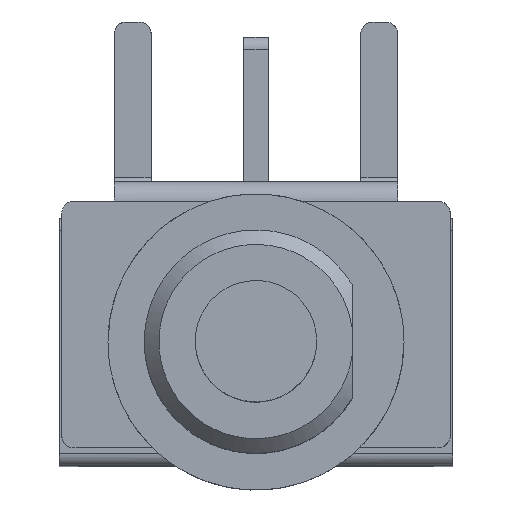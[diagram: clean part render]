
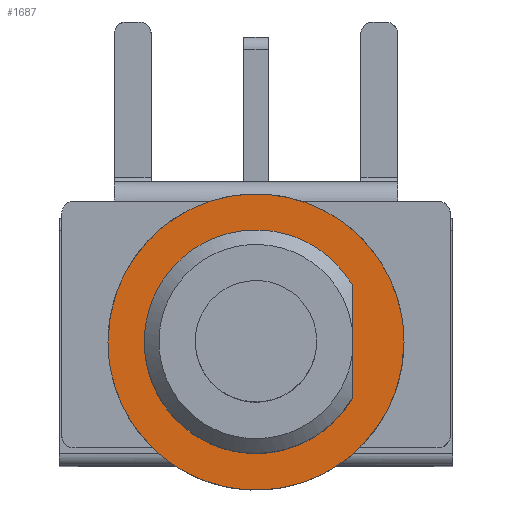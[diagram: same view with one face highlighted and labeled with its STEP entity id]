
A CAD part, top view. The second image highlights one B-rep face of the part: STEP entity #1687.
In plain terms, the highlighted planar face has unit normal (0, 0, 1).
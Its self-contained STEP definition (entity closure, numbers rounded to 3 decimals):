
#20 = CARTESIAN_POINT ( 'NONE',  ( -2.099, -0.973, 8.81 ) ) ;
#135 = CARTESIAN_POINT ( 'NONE',  ( -1.536, 2.665, 8.81 ) ) ;
#234 = VERTEX_POINT ( 'NONE', #4740 ) ;
#339 = CARTESIAN_POINT ( 'NONE',  ( 1.874, 2.439, 8.81 ) ) ;
#515 = EDGE_CURVE ( 'NONE', #234, #6220, #4367, .T. ) ;
#563 = CARTESIAN_POINT ( 'NONE',  ( 1.095, -2.038, 8.81 ) ) ;
#692 = B_SPLINE_CURVE_WITH_KNOTS ( 'NONE', 3,
 ( #4080, #5867, #2266, #6506, #6095, #4828, #2447, #6020, #4724, #5425, #1237, #4123, #4797, #7164, #1751, #5461, #6545, #5384, #2378, #20, #7128, #7198, #3555, #1165, #4159, #6582, #1783, #5983, #2965, #563, #1819, #7787, #3631, #4196 ),
 .UNSPECIFIED., .F., .F.,
 ( 4, 2, 2, 2, 2, 2, 2, 2, 2, 2, 2, 2, 2, 2, 2, 2, 4 ),
 ( 0., 0.063, 0.125, 0.188, 0.25, 0.313, 0.375, 0.438, 0.5, 0.563, 0.625, 0.688, 0.75, 0.813, 0.875, 0.938, 1. ),
 .UNSPECIFIED. ) ;
#832 = ORIENTED_EDGE ( 'NONE', *, *, #1905, .F. ) ;
#866 = PLANE ( 'NONE',  #2368 ) ;
#1094 = CARTESIAN_POINT ( 'NONE',  ( 0.798, 2.971, 8.81 ) ) ;
#1165 = CARTESIAN_POINT ( 'NONE',  ( -1.078, -2.047, 8.81 ) ) ;
#1237 = CARTESIAN_POINT ( 'NONE',  ( -1.078, 2.047, 8.81 ) ) ;
#1320 = CARTESIAN_POINT ( 'NONE',  ( -2.439, 1.874, 8.81 ) ) ;
#1480 = CARTESIAN_POINT ( 'NONE',  ( -3.05, 0., 8.81 ) ) ;
#1500 = EDGE_CURVE ( 'NONE', #2311, #4342, #692, .T. ) ;
#1608 = CARTESIAN_POINT ( 'NONE',  ( 2.665, -1.536, 8.81 ) ) ;
#1687 = ADVANCED_FACE ( 'NONE', ( #5565, #2479 ), #866, .F. ) ;
#1738 = B_SPLINE_CURVE_WITH_KNOTS ( 'NONE', 3,
 ( #6348, #4053, #4695, #1608, #7022, #5837, #2818, #5115, #4011, #7561, #5156, #6436, #5198, #2151, #6475, #5754, #3281, #7520 ),
 .UNSPECIFIED., .F., .F.,
 ( 4, 2, 2, 2, 2, 2, 2, 2, 4 ),
 ( 0., 0.062, 0.125, 0.187, 0.25, 0.313, 0.375, 0.438, 0.5 ),
 .UNSPECIFIED. ) ;
#1751 = CARTESIAN_POINT ( 'NONE',  ( -2.099, 0.973, 8.81 ) ) ;
#1783 = CARTESIAN_POINT ( 'NONE',  ( -0.114, -2.311, 8.81 ) ) ;
#1819 = CARTESIAN_POINT ( 'NONE',  ( 1.312, -1.906, 8.81 ) ) ;
#1905 = EDGE_CURVE ( 'NONE', #4342, #2311, #2257, .T. ) ;
#2144 = ORIENTED_EDGE ( 'NONE', *, *, #515, .F. ) ;
#2151 = CARTESIAN_POINT ( 'NONE',  ( -2.439, -1.874, 8.81 ) ) ;
#2257 = B_SPLINE_CURVE_WITH_KNOTS ( 'NONE', 3,
 ( #6012, #6050, #7191, #2294 ),
 .UNSPECIFIED., .F., .F.,
 ( 4, 4 ),
 ( 0., 1. ),
 .UNSPECIFIED. ) ;
#2266 = CARTESIAN_POINT ( 'NONE',  ( 1.69, 1.58, 8.81 ) ) ;
#2294 = CARTESIAN_POINT ( 'NONE',  ( 1.98, 1.17, 8.81 ) ) ;
#2311 = VERTEX_POINT ( 'NONE', #5373 ) ;
#2368 = AXIS2_PLACEMENT_3D ( 'NONE', #5055, #6876, #3708 ) ;
#2378 = CARTESIAN_POINT ( 'NONE',  ( -2.259, -0.5, 8.81 ) ) ;
#2447 = CARTESIAN_POINT ( 'NONE',  ( 0.385, 2.281, 8.81 ) ) ;
#2479 = FACE_BOUND ( 'NONE', #3654, .T. ) ;
#2532 = CARTESIAN_POINT ( 'NONE',  ( -0.798, 2.971, 8.81 ) ) ;
#2730 = CARTESIAN_POINT ( 'NONE',  ( 2.665, 1.536, 8.81 ) ) ;
#2818 = CARTESIAN_POINT ( 'NONE',  ( 1.536, -2.665, 8.81 ) ) ;
#2965 = CARTESIAN_POINT ( 'NONE',  ( 0.632, -2.225, 8.81 ) ) ;
#3281 = CARTESIAN_POINT ( 'NONE',  ( -3.05, -0.399, 8.81 ) ) ;
#3404 = CARTESIAN_POINT ( 'NONE',  ( 1.536, 2.665, 8.81 ) ) ;
#3555 = CARTESIAN_POINT ( 'NONE',  ( -1.492, -1.768, 8.81 ) ) ;
#3563 = ORIENTED_EDGE ( 'NONE', *, *, #1500, .F. ) ;
#3631 = CARTESIAN_POINT ( 'NONE',  ( 1.853, -1.385, 8.81 ) ) ;
#3654 = EDGE_LOOP ( 'NONE', ( #3563, #832 ) ) ;
#3708 = DIRECTION ( 'NONE',  ( 0., -1., 0. ) ) ;
#3721 = CARTESIAN_POINT ( 'NONE',  ( -1.874, 2.439, 8.81 ) ) ;
#3843 = EDGE_LOOP ( 'NONE', ( #2144, #4970 ) ) ;
#4008 = CARTESIAN_POINT ( 'NONE',  ( 0.399, 3.05, 8.81 ) ) ;
#4011 = CARTESIAN_POINT ( 'NONE',  ( 0.399, -3.05, 8.81 ) ) ;
#4053 = CARTESIAN_POINT ( 'NONE',  ( 3.05, -0.399, 8.81 ) ) ;
#4080 = CARTESIAN_POINT ( 'NONE',  ( 1.98, 1.17, 8.81 ) ) ;
#4123 = CARTESIAN_POINT ( 'NONE',  ( -1.492, 1.768, 8.81 ) ) ;
#4159 = CARTESIAN_POINT ( 'NONE',  ( -0.848, -2.153, 8.81 ) ) ;
#4196 = CARTESIAN_POINT ( 'NONE',  ( 1.98, -1.17, 8.81 ) ) ;
#4342 = VERTEX_POINT ( 'NONE', #7435 ) ;
#4367 = B_SPLINE_CURVE_WITH_KNOTS ( 'NONE', 3,
 ( #1480, #4912, #7320, #6736, #1320, #3721, #135, #2532, #7517, #4008, #1094, #3404, #339, #5875, #2730, #7097, #7018, #6975 ),
 .UNSPECIFIED., .F., .F.,
 ( 4, 2, 2, 2, 2, 2, 2, 2, 4 ),
 ( 0.5, 0.563, 0.625, 0.688, 0.75, 0.813, 0.875, 0.938, 1. ),
 .UNSPECIFIED. ) ;
#4496 = EDGE_CURVE ( 'NONE', #6220, #234, #1738, .T. ) ;
#4695 = CARTESIAN_POINT ( 'NONE',  ( 2.971, -0.798, 8.81 ) ) ;
#4724 = CARTESIAN_POINT ( 'NONE',  ( -0.366, 2.284, 8.81 ) ) ;
#4740 = CARTESIAN_POINT ( 'NONE',  ( -3.05, 0., 8.81 ) ) ;
#4797 = CARTESIAN_POINT ( 'NONE',  ( -1.677, 1.594, 8.81 ) ) ;
#4828 = CARTESIAN_POINT ( 'NONE',  ( 0.632, 2.225, 8.81 ) ) ;
#4912 = CARTESIAN_POINT ( 'NONE',  ( -3.05, 0.399, 8.81 ) ) ;
#4970 = ORIENTED_EDGE ( 'NONE', *, *, #4496, .F. ) ;
#5055 = CARTESIAN_POINT ( 'NONE',  ( 3.355, -3.355, 8.81 ) ) ;
#5115 = CARTESIAN_POINT ( 'NONE',  ( 0.798, -2.971, 8.81 ) ) ;
#5156 = CARTESIAN_POINT ( 'NONE',  ( -0.798, -2.971, 8.81 ) ) ;
#5198 = CARTESIAN_POINT ( 'NONE',  ( -1.874, -2.439, 8.81 ) ) ;
#5373 = CARTESIAN_POINT ( 'NONE',  ( 1.98, 1.17, 8.81 ) ) ;
#5384 = CARTESIAN_POINT ( 'NONE',  ( -2.3, -0.25, 8.81 ) ) ;
#5425 = CARTESIAN_POINT ( 'NONE',  ( -0.848, 2.153, 8.81 ) ) ;
#5461 = CARTESIAN_POINT ( 'NONE',  ( -2.259, 0.5, 8.81 ) ) ;
#5543 = CARTESIAN_POINT ( 'NONE',  ( 3.05, 0., 8.81 ) ) ;
#5565 = FACE_OUTER_BOUND ( 'NONE', #3843, .T. ) ;
#5754 = CARTESIAN_POINT ( 'NONE',  ( -2.971, -0.798, 8.81 ) ) ;
#5837 = CARTESIAN_POINT ( 'NONE',  ( 1.874, -2.439, 8.81 ) ) ;
#5867 = CARTESIAN_POINT ( 'NONE',  ( 1.853, 1.385, 8.81 ) ) ;
#5875 = CARTESIAN_POINT ( 'NONE',  ( 2.439, 1.874, 8.81 ) ) ;
#5983 = CARTESIAN_POINT ( 'NONE',  ( 0.385, -2.281, 8.81 ) ) ;
#6012 = CARTESIAN_POINT ( 'NONE',  ( 1.98, -1.17, 8.81 ) ) ;
#6020 = CARTESIAN_POINT ( 'NONE',  ( -0.114, 2.311, 8.81 ) ) ;
#6050 = CARTESIAN_POINT ( 'NONE',  ( 1.98, -0.39, 8.81 ) ) ;
#6095 = CARTESIAN_POINT ( 'NONE',  ( 1.095, 2.038, 8.81 ) ) ;
#6220 = VERTEX_POINT ( 'NONE', #5543 ) ;
#6348 = CARTESIAN_POINT ( 'NONE',  ( 3.05, 0., 8.81 ) ) ;
#6436 = CARTESIAN_POINT ( 'NONE',  ( -1.536, -2.665, 8.81 ) ) ;
#6475 = CARTESIAN_POINT ( 'NONE',  ( -2.665, -1.536, 8.81 ) ) ;
#6506 = CARTESIAN_POINT ( 'NONE',  ( 1.312, 1.906, 8.81 ) ) ;
#6545 = CARTESIAN_POINT ( 'NONE',  ( -2.3, 0.25, 8.81 ) ) ;
#6582 = CARTESIAN_POINT ( 'NONE',  ( -0.366, -2.284, 8.81 ) ) ;
#6736 = CARTESIAN_POINT ( 'NONE',  ( -2.665, 1.536, 8.81 ) ) ;
#6876 = DIRECTION ( 'NONE',  ( 0., 0., -1. ) ) ;
#6975 = CARTESIAN_POINT ( 'NONE',  ( 3.05, 0., 8.81 ) ) ;
#7018 = CARTESIAN_POINT ( 'NONE',  ( 3.05, 0.399, 8.81 ) ) ;
#7022 = CARTESIAN_POINT ( 'NONE',  ( 2.439, -1.874, 8.81 ) ) ;
#7097 = CARTESIAN_POINT ( 'NONE',  ( 2.971, 0.798, 8.81 ) ) ;
#7128 = CARTESIAN_POINT ( 'NONE',  ( -1.98, -1.197, 8.81 ) ) ;
#7164 = CARTESIAN_POINT ( 'NONE',  ( -1.98, 1.197, 8.81 ) ) ;
#7191 = CARTESIAN_POINT ( 'NONE',  ( 1.98, 0.39, 8.81 ) ) ;
#7198 = CARTESIAN_POINT ( 'NONE',  ( -1.677, -1.594, 8.81 ) ) ;
#7320 = CARTESIAN_POINT ( 'NONE',  ( -2.971, 0.798, 8.81 ) ) ;
#7435 = CARTESIAN_POINT ( 'NONE',  ( 1.98, -1.17, 8.81 ) ) ;
#7517 = CARTESIAN_POINT ( 'NONE',  ( -0.399, 3.05, 8.81 ) ) ;
#7520 = CARTESIAN_POINT ( 'NONE',  ( -3.05, 0., 8.81 ) ) ;
#7561 = CARTESIAN_POINT ( 'NONE',  ( -0.399, -3.05, 8.81 ) ) ;
#7787 = CARTESIAN_POINT ( 'NONE',  ( 1.69, -1.58, 8.81 ) ) ;
